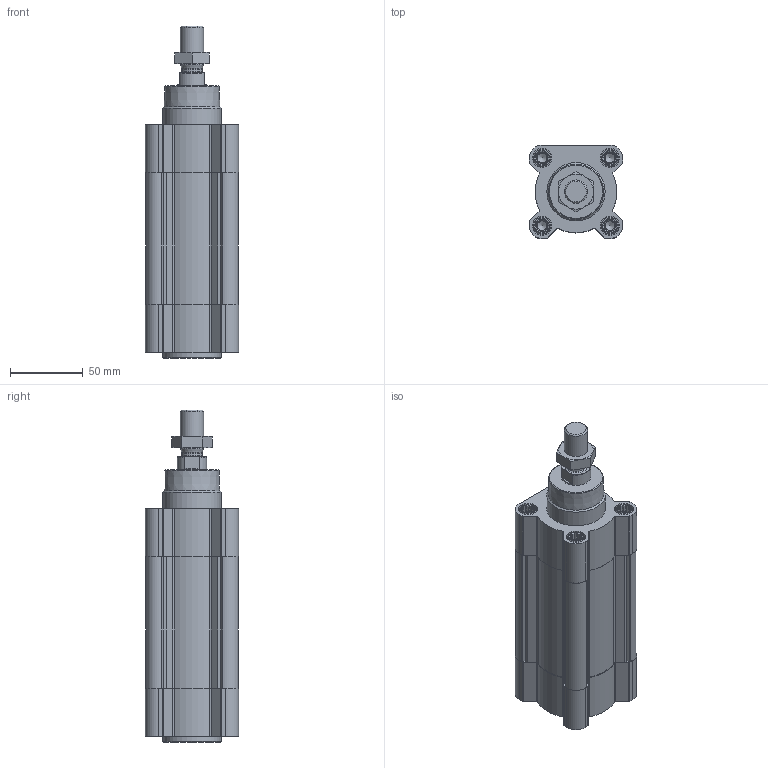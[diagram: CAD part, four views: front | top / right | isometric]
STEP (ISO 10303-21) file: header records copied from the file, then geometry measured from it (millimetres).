
FILE_DESCRIPTION(/* description */ ('STEP AP214'),/* implementation_level */ '2;1');
FILE_NAME(/* name */ '1366950_DSBC-50-50-PPVA-N3',/* time_stamp */ '2024-08-21T07:42:25+02:00',/* author */ ('License CC BY-ND 4.0'),/* organization */ ('CADENAS'),/* preprocessor_version */ 'ST-DEVELOPER v19.3',/* originating_system */ 'PARTsolutions',/* authorisation */ ' ');
FILE_SCHEMA (('AUTOMOTIVE_DESIGN {1 0 10303 214 3 1 1}'));
Length unit declared in the file: millimetre
Products named in the file (4): 1366950 DSBC-50-50-PPVA-N3---(0); 1463770 DSBC-50-50-PPVA_(Z_0); 1463770 DSBC-50-50_(K); DIN-439-B - M16x1.5(F)
Assembly tree (3 placements, depth 2):
  1366950 DSBC-50-50-PPVA-N3---(0)
    1463770 DSBC-50-50-PPVA_(Z_0)
    1463770 DSBC-50-50_(K)
    DIN-439-B - M16x1.5(F)
Bounding box: 64 x 64 x 227.8 mm (x, y, z)
Volume: 476025.7 mm3; surface area: 112870.5 mm2
Topology: 3 solids, 3 shells, 523 faces, 1386 edges, 906 vertices
Faces by surface type: plane 325, cylinder 140, cone 54, torus 4
Full cylindrical faces by diameter (mm): 4.459 x2, 6.647 x8, 8 x10, 8.8 x2, 11.445 x2, 12 x8, 13.2 x8, 13.9 x1, 14.376 x1, 16 x1, 20 x2, 40 x2, 50 x2
Entity records: 15752 total; most frequent: CARTESIAN_POINT 3362, ORIENTED_EDGE 2512, DIRECTION 2413, EDGE_CURVE 1256, VERTEX_POINT 889, AXIS2_PLACEMENT_3D 851, LINE 711, VECTOR 711
